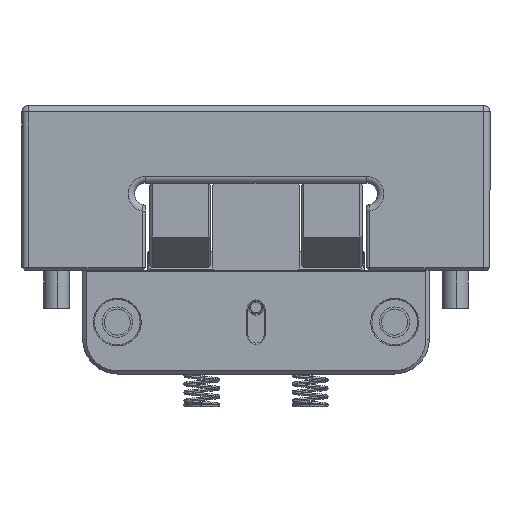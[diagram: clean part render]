
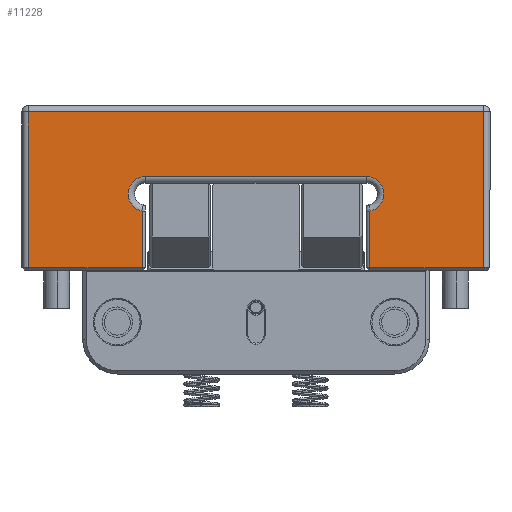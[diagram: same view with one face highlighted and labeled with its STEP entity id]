
A CAD part, front view. The second image highlights one B-rep face of the part: STEP entity #11228.
In plain terms, the highlighted planar face has unit normal (0, -1, 0).
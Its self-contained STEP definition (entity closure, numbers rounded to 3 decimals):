
#314 = VECTOR ( 'NONE', #3825, 1000. ) ;
#554 = VECTOR ( 'NONE', #11053, 1000. ) ;
#657 = LINE ( 'NONE', #1967, #3353 ) ;
#683 = DIRECTION ( 'NONE',  ( 0., 0., 1. ) ) ;
#945 = EDGE_CURVE ( 'NONE', #9665, #10912, #10470, .T. ) ;
#1025 = VERTEX_POINT ( 'NONE', #13481 ) ;
#1269 = VERTEX_POINT ( 'NONE', #5501 ) ;
#1407 = VERTEX_POINT ( 'NONE', #5730 ) ;
#1432 = ORIENTED_EDGE ( 'NONE', *, *, #2468, .T. ) ;
#1597 = VERTEX_POINT ( 'NONE', #11377 ) ;
#1686 = EDGE_CURVE ( 'NONE', #9411, #1025, #657, .T. ) ;
#1967 = CARTESIAN_POINT ( 'NONE',  ( -25.51, 0., -37.5 ) ) ;
#2268 = CARTESIAN_POINT ( 'NONE',  ( 52.5, 0., -1.5 ) ) ;
#2468 = EDGE_CURVE ( 'NONE', #7233, #5802, #13106, .T. ) ;
#2628 = VECTOR ( 'NONE', #7333, 1000. ) ;
#2819 = EDGE_CURVE ( 'NONE', #1407, #9411, #11397, .T. ) ;
#3102 = CARTESIAN_POINT ( 'NONE',  ( -52.5, 0., -20.44 ) ) ;
#3112 = LINE ( 'NONE', #5522, #4290 ) ;
#3353 = VECTOR ( 'NONE', #13760, 1000. ) ;
#3616 = PLANE ( 'NONE',  #7235 ) ;
#3676 = CARTESIAN_POINT ( 'NONE',  ( -25.51, 0., -1.5 ) ) ;
#3709 = CARTESIAN_POINT ( 'NONE',  ( -25.51, 0., -20.44 ) ) ;
#3825 = DIRECTION ( 'NONE',  ( 1., 0., 0. ) ) ;
#3977 = CARTESIAN_POINT ( 'NONE',  ( -26.2, 0., -24.38 ) ) ;
#3983 = CARTESIAN_POINT ( 'NONE',  ( -52.5, 0., -1.5 ) ) ;
#4025 = LINE ( 'NONE', #3102, #8065 ) ;
#4290 = VECTOR ( 'NONE', #4630, 1000. ) ;
#4324 = EDGE_CURVE ( 'NONE', #10912, #8658, #9495, .T. ) ;
#4356 = ORIENTED_EDGE ( 'NONE', *, *, #12615, .T. ) ;
#4630 = DIRECTION ( 'NONE',  ( 0., 0., 1. ) ) ;
#4895 = CARTESIAN_POINT ( 'NONE',  ( -26.2, 0., -20.44 ) ) ;
#5249 = FACE_OUTER_BOUND ( 'NONE', #10936, .T. ) ;
#5312 = DIRECTION ( 'NONE',  ( 0., 0., -1. ) ) ;
#5501 = CARTESIAN_POINT ( 'NONE',  ( 25.51, 0., -16.44 ) ) ;
#5522 = CARTESIAN_POINT ( 'NONE',  ( 52.5, 0., -20.44 ) ) ;
#5560 = DIRECTION ( 'NONE',  ( 0., 0., 1. ) ) ;
#5730 = CARTESIAN_POINT ( 'NONE',  ( 26.2, 0., -24.38 ) ) ;
#5800 = AXIS2_PLACEMENT_3D ( 'NONE', #13655, #10411, #683 ) ;
#5802 = VERTEX_POINT ( 'NONE', #3983 ) ;
#6009 = ORIENTED_EDGE ( 'NONE', *, *, #4324, .T. ) ;
#6146 = CARTESIAN_POINT ( 'NONE',  ( -25.51, 0., -16.44 ) ) ;
#6366 = EDGE_CURVE ( 'NONE', #1597, #1269, #6677, .T. ) ;
#6605 = DIRECTION ( 'NONE',  ( 0., 1., 0. ) ) ;
#6677 = LINE ( 'NONE', #6146, #2628 ) ;
#7233 = VERTEX_POINT ( 'NONE', #2268 ) ;
#7235 = AXIS2_PLACEMENT_3D ( 'NONE', #3709, #12377, #11267 ) ;
#7333 = DIRECTION ( 'NONE',  ( 1., 0., 0. ) ) ;
#7526 = EDGE_CURVE ( 'NONE', #1025, #7233, #3112, .T. ) ;
#7686 = CARTESIAN_POINT ( 'NONE',  ( -26.2, 0., -37.5 ) ) ;
#7832 = VECTOR ( 'NONE', #13768, 1000. ) ;
#8065 = VECTOR ( 'NONE', #5312, 1000. ) ;
#8308 = CARTESIAN_POINT ( 'NONE',  ( 26.2, 0., -20.44 ) ) ;
#8408 = ORIENTED_EDGE ( 'NONE', *, *, #945, .T. ) ;
#8482 = ORIENTED_EDGE ( 'NONE', *, *, #6366, .T. ) ;
#8488 = CARTESIAN_POINT ( 'NONE',  ( -52.5, 0., -37.5 ) ) ;
#8658 = VERTEX_POINT ( 'NONE', #3977 ) ;
#8963 = ORIENTED_EDGE ( 'NONE', *, *, #2819, .T. ) ;
#8993 = VECTOR ( 'NONE', #12518, 1000. ) ;
#9088 = ORIENTED_EDGE ( 'NONE', *, *, #1686, .T. ) ;
#9249 = CARTESIAN_POINT ( 'NONE',  ( -25.51, 0., -37.5 ) ) ;
#9411 = VERTEX_POINT ( 'NONE', #12582 ) ;
#9495 = LINE ( 'NONE', #4895, #8993 ) ;
#9600 = CIRCLE ( 'NONE', #12241, 4. ) ;
#9665 = VERTEX_POINT ( 'NONE', #8488 ) ;
#10167 = ORIENTED_EDGE ( 'NONE', *, *, #13270, .T. ) ;
#10411 = DIRECTION ( 'NONE',  ( 0., 1., 0. ) ) ;
#10470 = LINE ( 'NONE', #9249, #314 ) ;
#10912 = VERTEX_POINT ( 'NONE', #7686 ) ;
#10936 = EDGE_LOOP ( 'NONE', ( #8963, #9088, #12317, #1432, #10167, #8408, #6009, #11640, #8482, #4356 ) ) ;
#11053 = DIRECTION ( 'NONE',  ( -1., 0., 0. ) ) ;
#11228 = ADVANCED_FACE ( 'NONE', ( #5249 ), #3616, .F. ) ;
#11267 = DIRECTION ( 'NONE',  ( 0., 0., 1. ) ) ;
#11377 = CARTESIAN_POINT ( 'NONE',  ( -25.51, 0., -16.44 ) ) ;
#11397 = LINE ( 'NONE', #8308, #7832 ) ;
#11640 = ORIENTED_EDGE ( 'NONE', *, *, #13552, .T. ) ;
#12241 = AXIS2_PLACEMENT_3D ( 'NONE', #13008, #6605, #5560 ) ;
#12317 = ORIENTED_EDGE ( 'NONE', *, *, #7526, .T. ) ;
#12377 = DIRECTION ( 'NONE',  ( 0., 1., 0. ) ) ;
#12518 = DIRECTION ( 'NONE',  ( 0., 0., 1. ) ) ;
#12582 = CARTESIAN_POINT ( 'NONE',  ( 26.2, 0., -37.5 ) ) ;
#12615 = EDGE_CURVE ( 'NONE', #1269, #1407, #9600, .T. ) ;
#13008 = CARTESIAN_POINT ( 'NONE',  ( 25.51, 0., -20.44 ) ) ;
#13106 = LINE ( 'NONE', #3676, #554 ) ;
#13270 = EDGE_CURVE ( 'NONE', #5802, #9665, #4025, .T. ) ;
#13481 = CARTESIAN_POINT ( 'NONE',  ( 52.5, 0., -37.5 ) ) ;
#13552 = EDGE_CURVE ( 'NONE', #8658, #1597, #13830, .T. ) ;
#13655 = CARTESIAN_POINT ( 'NONE',  ( -25.51, 0., -20.44 ) ) ;
#13760 = DIRECTION ( 'NONE',  ( 1., 0., 0. ) ) ;
#13768 = DIRECTION ( 'NONE',  ( 0., 0., -1. ) ) ;
#13830 = CIRCLE ( 'NONE', #5800, 4. ) ;
